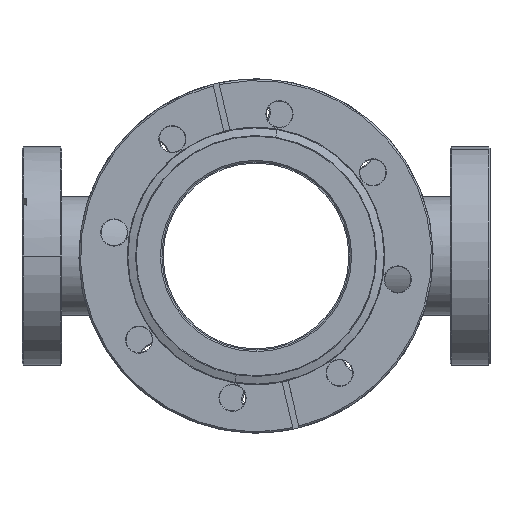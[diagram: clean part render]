
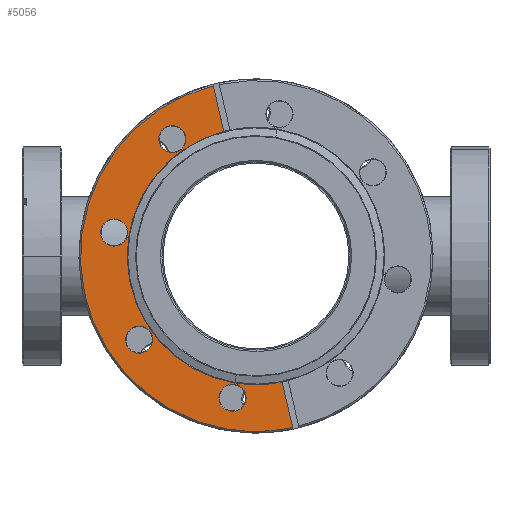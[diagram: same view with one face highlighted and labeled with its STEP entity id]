
A CAD part, left-side view. The second image highlights one B-rep face of the part: STEP entity #5056.
In plain terms, the highlighted face is planar.
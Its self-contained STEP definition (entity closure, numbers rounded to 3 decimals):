
#123 = CIRCLE ( 'NONE', #878, 56.25 ) ;
#203 = CARTESIAN_POINT ( 'NONE',  ( 0., 0., -50.4 ) ) ;
#216 = CARTESIAN_POINT ( 'NONE',  ( 16.611, 0., 37.49 ) ) ;
#245 = VERTEX_POINT ( 'NONE', #4822 ) ;
#373 = AXIS2_PLACEMENT_3D ( 'NONE', #9964, #4820, #10842 ) ;
#483 = ORIENTED_EDGE ( 'NONE', *, *, #1847, .F. ) ;
#588 = FACE_BOUND ( 'NONE', #3570, .T. ) ;
#635 = ORIENTED_EDGE ( 'NONE', *, *, #2002, .F. ) ;
#878 = AXIS2_PLACEMENT_3D ( 'NONE', #7173, #2071, #8024 ) ;
#924 = EDGE_CURVE ( 'NONE', #245, #4602, #1805, .T. ) ;
#1029 = VERTEX_POINT ( 'NONE', #6866 ) ;
#1085 = CARTESIAN_POINT ( 'NONE',  ( 32.562, 0., 32.562 ) ) ;
#1127 = CIRCLE ( 'NONE', #3928, 4.35 ) ;
#1340 = AXIS2_PLACEMENT_3D ( 'NONE', #7491, #2373, #8340 ) ;
#1471 = ORIENTED_EDGE ( 'NONE', *, *, #3710, .F. ) ;
#1479 = DIRECTION ( 'NONE',  ( 0., -1., 0. ) ) ;
#1584 = AXIS2_PLACEMENT_3D ( 'NONE', #3464, #9440, #4319 ) ;
#1667 = CARTESIAN_POINT ( 'NONE',  ( 0., 0., 0. ) ) ;
#1726 = CARTESIAN_POINT ( 'NONE',  ( 46.05, 0., 4.35 ) ) ;
#1805 = CIRCLE ( 'NONE', #1584, 4.35 ) ;
#1847 = EDGE_CURVE ( 'NONE', #10013, #3176, #8054, .T. ) ;
#1858 = LINE ( 'NONE', #2270, #7591 ) ;
#1958 = DIRECTION ( 'NONE',  ( 0., 0., 1. ) ) ;
#2002 = EDGE_CURVE ( 'NONE', #4602, #245, #4973, .T. ) ;
#2042 = VERTEX_POINT ( 'NONE', #203 ) ;
#2071 = DIRECTION ( 'NONE',  ( 0., 1., 0. ) ) ;
#2132 = AXIS2_PLACEMENT_3D ( 'NONE', #8835, #3717, #9708 ) ;
#2270 = CARTESIAN_POINT ( 'NONE',  ( -14.763, 0., -38.255 ) ) ;
#2273 = EDGE_CURVE ( 'NONE', #9872, #7738, #1127, .T. ) ;
#2283 = EDGE_CURVE ( 'NONE', #5231, #6653, #3392, .T. ) ;
#2332 = CARTESIAN_POINT ( 'NONE',  ( 16.714, 0., 37.739 ) ) ;
#2373 = DIRECTION ( 'NONE',  ( 0., 1., 0. ) ) ;
#2489 = ORIENTED_EDGE ( 'NONE', *, *, #2283, .F. ) ;
#2523 = DIRECTION ( 'NONE',  ( 0., 0., -1. ) ) ;
#2579 = DIRECTION ( 'NONE',  ( 0., 1., 0. ) ) ;
#2586 = VERTEX_POINT ( 'NONE', #6896 ) ;
#2619 = CARTESIAN_POINT ( 'NONE',  ( 0., 0., -46.05 ) ) ;
#2708 = EDGE_CURVE ( 'NONE', #2586, #2042, #8861, .T. ) ;
#2726 = CARTESIAN_POINT ( 'NONE',  ( 32.562, 0., -32.562 ) ) ;
#2886 = FACE_BOUND ( 'NONE', #9095, .T. ) ;
#2933 = CARTESIAN_POINT ( 'NONE',  ( -20.599, 0., -52.343 ) ) ;
#2938 = DIRECTION ( 'NONE',  ( 0., 1., 0. ) ) ;
#2946 = ORIENTED_EDGE ( 'NONE', *, *, #4974, .T. ) ;
#3053 = EDGE_LOOP ( 'NONE', ( #6868, #4943 ) ) ;
#3176 = VERTEX_POINT ( 'NONE', #4680 ) ;
#3220 = CARTESIAN_POINT ( 'NONE',  ( -56.75, 0., 0. ) ) ;
#3228 = ORIENTED_EDGE ( 'NONE', *, *, #7049, .T. ) ;
#3299 = CIRCLE ( 'NONE', #10732, 4.35 ) ;
#3305 = ORIENTED_EDGE ( 'NONE', *, *, #10507, .F. ) ;
#3392 = LINE ( 'NONE', #216, #7679 ) ;
#3464 = CARTESIAN_POINT ( 'NONE',  ( 32.562, 0., -32.562 ) ) ;
#3468 = DIRECTION ( 'NONE',  ( 0., 0., 1. ) ) ;
#3564 = EDGE_CURVE ( 'NONE', #5231, #1029, #5905, .T. ) ;
#3570 = EDGE_LOOP ( 'NONE', ( #9338, #3305 ) ) ;
#3577 = DIRECTION ( 'NONE',  ( 0., 0., 1. ) ) ;
#3584 = EDGE_LOOP ( 'NONE', ( #9411, #2946, #2489, #9415, #3228, #1471 ) ) ;
#3585 = AXIS2_PLACEMENT_3D ( 'NONE', #2726, #8703, #3577 ) ;
#3625 = CARTESIAN_POINT ( 'NONE',  ( 32.562, 0., 36.912 ) ) ;
#3710 = EDGE_CURVE ( 'NONE', #5691, #4818, #1858, .T. ) ;
#3717 = DIRECTION ( 'NONE',  ( 0., 1., 0. ) ) ;
#3928 = AXIS2_PLACEMENT_3D ( 'NONE', #1085, #7064, #1958 ) ;
#3961 = DIRECTION ( 'NONE',  ( -0.383, 0., -0.924 ) ) ;
#4040 = DIRECTION ( 'NONE',  ( 0., 1., 0. ) ) ;
#4209 = EDGE_LOOP ( 'NONE', ( #635, #8859 ) ) ;
#4319 = DIRECTION ( 'NONE',  ( 0., 0., 1. ) ) ;
#4602 = VERTEX_POINT ( 'NONE', #4671 ) ;
#4671 = CARTESIAN_POINT ( 'NONE',  ( 32.562, 0., -28.212 ) ) ;
#4680 = CARTESIAN_POINT ( 'NONE',  ( 46.05, 0., -4.35 ) ) ;
#4818 = VERTEX_POINT ( 'NONE', #2933 ) ;
#4820 = DIRECTION ( 'NONE',  ( 0., -1., 0. ) ) ;
#4822 = CARTESIAN_POINT ( 'NONE',  ( 32.562, 0., -36.912 ) ) ;
#4943 = ORIENTED_EDGE ( 'NONE', *, *, #8579, .F. ) ;
#4973 = CIRCLE ( 'NONE', #3585, 4.35 ) ;
#4974 = EDGE_CURVE ( 'NONE', #9741, #6653, #5957, .T. ) ;
#5056 = ADVANCED_FACE ( 'NONE', ( #9422, #2886, #7158, #588, #9710 ), #10069, .F. ) ;
#5198 = CARTESIAN_POINT ( 'NONE',  ( 22.446, 0., 51.577 ) ) ;
#5231 = VERTEX_POINT ( 'NONE', #5198 ) ;
#5240 = AXIS2_PLACEMENT_3D ( 'NONE', #9178, #4040, #10052 ) ;
#5447 = CIRCLE ( 'NONE', #2132, 4.35 ) ;
#5542 = AXIS2_PLACEMENT_3D ( 'NONE', #3220, #1479, #10953 ) ;
#5691 = VERTEX_POINT ( 'NONE', #8284 ) ;
#5905 = CIRCLE ( 'NONE', #6815, 56.25 ) ;
#5957 = CIRCLE ( 'NONE', #373, 41.275 ) ;
#6207 = DIRECTION ( 'NONE',  ( -0.383, 0., -0.924 ) ) ;
#6653 = VERTEX_POINT ( 'NONE', #2332 ) ;
#6815 = AXIS2_PLACEMENT_3D ( 'NONE', #8043, #2938, #8906 ) ;
#6866 = CARTESIAN_POINT ( 'NONE',  ( 0., 0., -56.25 ) ) ;
#6868 = ORIENTED_EDGE ( 'NONE', *, *, #2273, .F. ) ;
#6896 = CARTESIAN_POINT ( 'NONE',  ( 0., 0., -41.7 ) ) ;
#7049 = EDGE_CURVE ( 'NONE', #1029, #4818, #123, .T. ) ;
#7063 = AXIS2_PLACEMENT_3D ( 'NONE', #1667, #7638, #2523 ) ;
#7064 = DIRECTION ( 'NONE',  ( 0., 1., 0. ) ) ;
#7158 = FACE_BOUND ( 'NONE', #4209, .T. ) ;
#7173 = CARTESIAN_POINT ( 'NONE',  ( 0., 0., 0. ) ) ;
#7491 = CARTESIAN_POINT ( 'NONE',  ( 32.562, 0., 32.562 ) ) ;
#7591 = VECTOR ( 'NONE', #3961, 1000. ) ;
#7638 = DIRECTION ( 'NONE',  ( 0., -1., 0. ) ) ;
#7679 = VECTOR ( 'NONE', #6207, 1000. ) ;
#7689 = CARTESIAN_POINT ( 'NONE',  ( 46.05, 0., 0. ) ) ;
#7738 = VERTEX_POINT ( 'NONE', #9955 ) ;
#7965 = ORIENTED_EDGE ( 'NONE', *, *, #10303, .F. ) ;
#8024 = DIRECTION ( 'NONE',  ( 0., 0., -1. ) ) ;
#8043 = CARTESIAN_POINT ( 'NONE',  ( 0., 0., 0. ) ) ;
#8054 = CIRCLE ( 'NONE', #9532, 4.35 ) ;
#8284 = CARTESIAN_POINT ( 'NONE',  ( -14.867, 0., -38.505 ) ) ;
#8340 = DIRECTION ( 'NONE',  ( 0., 0., 1. ) ) ;
#8552 = DIRECTION ( 'NONE',  ( 0., 0., 1. ) ) ;
#8579 = EDGE_CURVE ( 'NONE', #7738, #9872, #9313, .T. ) ;
#8591 = DIRECTION ( 'NONE',  ( 0., 1., 0. ) ) ;
#8698 = EDGE_CURVE ( 'NONE', #5691, #9741, #10536, .T. ) ;
#8703 = DIRECTION ( 'NONE',  ( 0., 1., 0. ) ) ;
#8835 = CARTESIAN_POINT ( 'NONE',  ( 46.05, 0., 0. ) ) ;
#8859 = ORIENTED_EDGE ( 'NONE', *, *, #924, .F. ) ;
#8861 = CIRCLE ( 'NONE', #5240, 4.35 ) ;
#8906 = DIRECTION ( 'NONE',  ( 0., 0., -1. ) ) ;
#9095 = EDGE_LOOP ( 'NONE', ( #483, #7965 ) ) ;
#9178 = CARTESIAN_POINT ( 'NONE',  ( 0., 0., -46.05 ) ) ;
#9313 = CIRCLE ( 'NONE', #1340, 4.35 ) ;
#9338 = ORIENTED_EDGE ( 'NONE', *, *, #2708, .F. ) ;
#9411 = ORIENTED_EDGE ( 'NONE', *, *, #8698, .T. ) ;
#9415 = ORIENTED_EDGE ( 'NONE', *, *, #3564, .T. ) ;
#9422 = FACE_BOUND ( 'NONE', #3053, .T. ) ;
#9440 = DIRECTION ( 'NONE',  ( 0., 1., 0. ) ) ;
#9532 = AXIS2_PLACEMENT_3D ( 'NONE', #7689, #2579, #8552 ) ;
#9708 = DIRECTION ( 'NONE',  ( 0., 0., 1. ) ) ;
#9710 = FACE_OUTER_BOUND ( 'NONE', #3584, .T. ) ;
#9741 = VERTEX_POINT ( 'NONE', #10277 ) ;
#9872 = VERTEX_POINT ( 'NONE', #3625 ) ;
#9955 = CARTESIAN_POINT ( 'NONE',  ( 32.562, 0., 28.212 ) ) ;
#9964 = CARTESIAN_POINT ( 'NONE',  ( 0., 0., 0. ) ) ;
#10013 = VERTEX_POINT ( 'NONE', #1726 ) ;
#10052 = DIRECTION ( 'NONE',  ( 0., 0., 1. ) ) ;
#10069 = PLANE ( 'NONE',  #5542 ) ;
#10277 = CARTESIAN_POINT ( 'NONE',  ( 0., 0., -41.275 ) ) ;
#10303 = EDGE_CURVE ( 'NONE', #3176, #10013, #5447, .T. ) ;
#10507 = EDGE_CURVE ( 'NONE', #2042, #2586, #3299, .T. ) ;
#10536 = CIRCLE ( 'NONE', #7063, 41.275 ) ;
#10732 = AXIS2_PLACEMENT_3D ( 'NONE', #2619, #8591, #3468 ) ;
#10842 = DIRECTION ( 'NONE',  ( 0., 0., -1. ) ) ;
#10953 = DIRECTION ( 'NONE',  ( 0., 0., -1. ) ) ;
